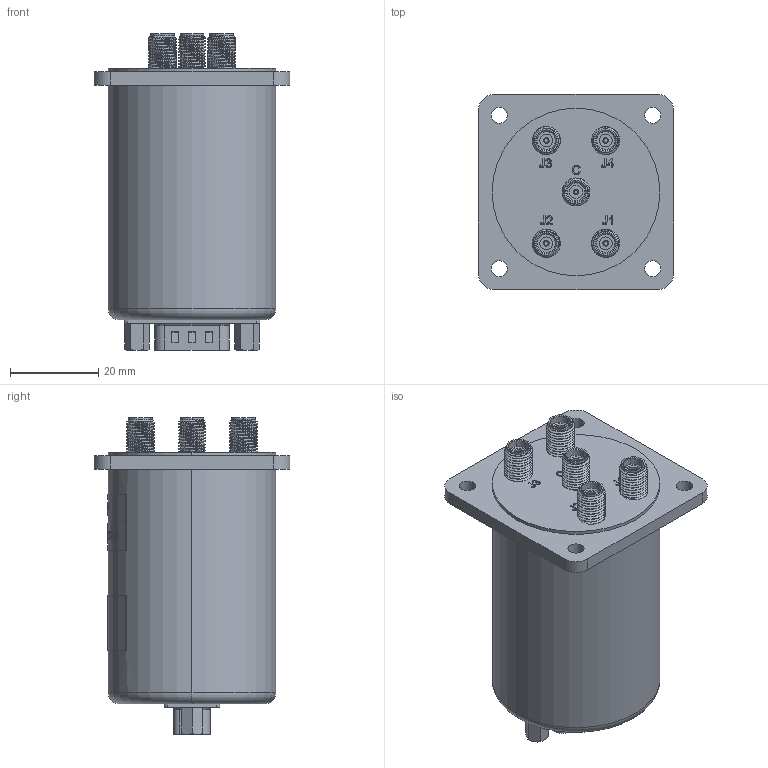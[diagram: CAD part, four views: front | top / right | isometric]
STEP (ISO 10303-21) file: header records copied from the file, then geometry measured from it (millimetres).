
FILE_DESCRIPTION (( 'STEP AP203' ), '1' );
FILE_NAME ('PE71S6431.step', '2020-10-16T22:31:01', ( '' ), ( '' ), 'SwSTEP 2.0', 'SolidWorks 2018', '' );
FILE_SCHEMA (( 'CONFIG_CONTROL_DESIGN' ));
Length unit declared in the file: inch
Products named in the file (1): PE71S6431
Bounding box: 44.45 x 44.45 x 71.93 mm (x, y, z)
Volume: 68794.8 mm3; surface area: 13784.1 mm2
Topology: 1 solids, 11 shells, 879 faces, 2289 edges, 1488 vertices
Faces by surface type: plane 288, cylinder 265, bspline 202, cone 71, sphere 36, torus 17
Entity records: 40622 total; most frequent: CARTESIAN_POINT 21575, ORIENTED_EDGE 4434, DIRECTION 3188, EDGE_CURVE 2217, VERTEX_POINT 1452, AXIS2_PLACEMENT_3D 1189, EDGE_LOOP 981, ADVANCED_FACE 879
